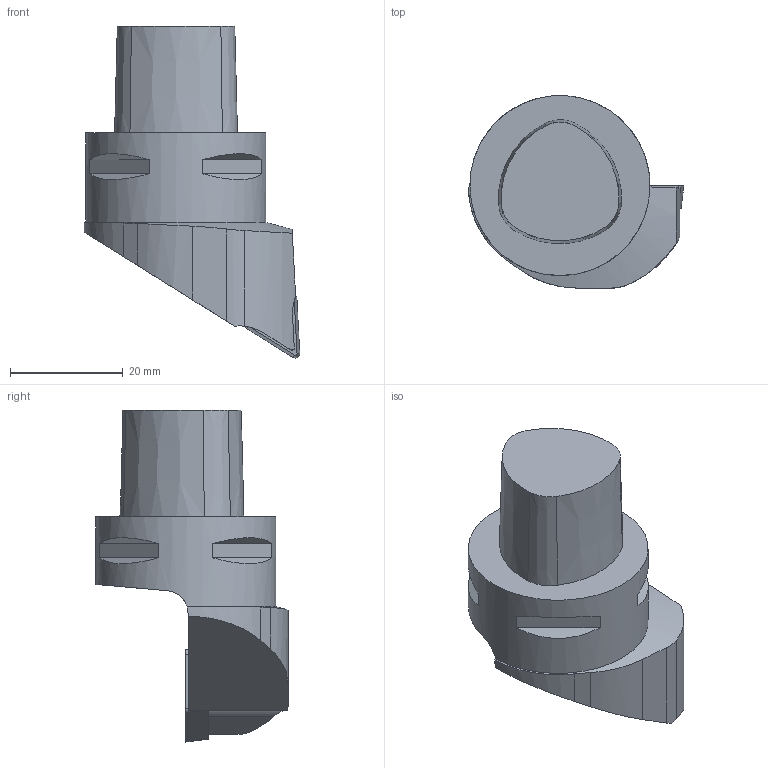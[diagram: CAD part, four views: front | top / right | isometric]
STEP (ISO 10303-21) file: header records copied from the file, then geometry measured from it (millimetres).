
FILE_DESCRIPTION(/* description */ (''),/* implementation_level */ '2;1');
FILE_NAME(/* name */ 'C3-SDJCL-22040-11.stp',/* time_stamp */ '2018-02-15T16:18:47+06:00',/* author */ (''),/* organization */ (''),/* preprocessor_version */ 'ST-DEVELOPER v16',/* originating_system */ 'SIEMENS PLM Software NX 11.0',/* authorisation */ '');
FILE_SCHEMA (('AUTOMOTIVE_DESIGN { 1 0 10303 214 3 1 1 1 }'));
Length unit declared in the file: millimetre
Products named in the file (1): inpu2BB8ytpk
Bounding box: 38.3 x 34.17 x 59 mm (x, y, z)
Volume: 25575.6 mm3; surface area: 7148.7 mm2
Topology: 3 solids, 3 shells, 53 faces, 129 edges, 86 vertices
Faces by surface type: plane 33, cone 11, cylinder 9
Full cylindrical faces by diameter (mm): 32 x1
Entity records: 1661 total; most frequent: CARTESIAN_POINT 335, DIRECTION 271, ORIENTED_EDGE 254, EDGE_CURVE 127, AXIS2_PLACEMENT_3D 103, VERTEX_POINT 85, LINE 65, VECTOR 65
